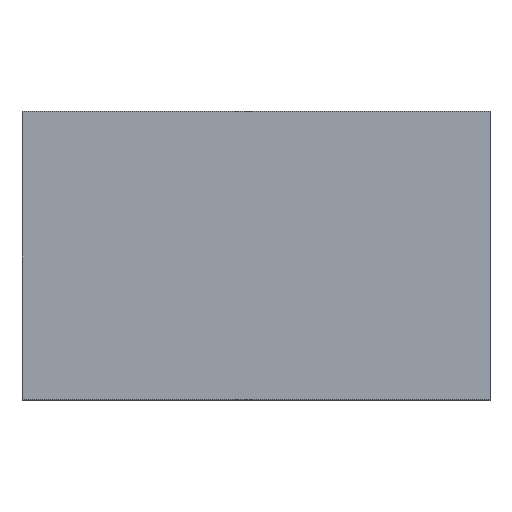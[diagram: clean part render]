
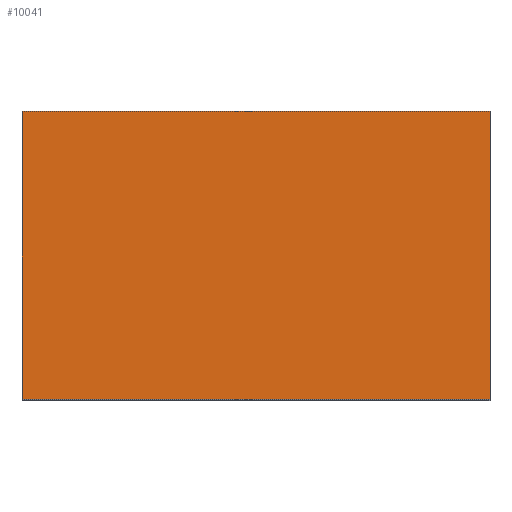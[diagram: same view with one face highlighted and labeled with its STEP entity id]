
A CAD part, top view. The second image highlights one B-rep face of the part: STEP entity #10041.
In plain terms, the highlighted planar face has unit normal (0, 0, 1).
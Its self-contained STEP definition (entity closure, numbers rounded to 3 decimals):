
#2941=ORIENTED_EDGE('',*,*,#4258,.T.);
#2942=ORIENTED_EDGE('',*,*,#4280,.F.);
#2943=ORIENTED_EDGE('',*,*,#4251,.F.);
#2944=ORIENTED_EDGE('',*,*,#4281,.T.);
#4251=EDGE_CURVE('',#5152,#5153,#6224,.T.);
#4258=EDGE_CURVE('',#5160,#5159,#6231,.T.);
#4280=EDGE_CURVE('',#5153,#5159,#6253,.T.);
#4281=EDGE_CURVE('',#5152,#5160,#6254,.T.);
#5152=VERTEX_POINT('',#18885);
#5153=VERTEX_POINT('',#18887);
#5159=VERTEX_POINT('',#18900);
#5160=VERTEX_POINT('',#18902);
#6224=LINE('',#18886,#7311);
#6231=LINE('',#18901,#7318);
#6253=LINE('',#18941,#7340);
#6254=LINE('',#18943,#7341);
#7311=VECTOR('',#12854,1000.);
#7318=VECTOR('',#12863,1000.);
#7340=VECTOR('',#12893,1000.);
#7341=VECTOR('',#12896,1000.);
#7961=EDGE_LOOP('',(#2941,#2942,#2943,#2944));
#8584=FACE_BOUND('',#7961,.T.);
#9027=PLANE('',#10713);
#10041=ADVANCED_FACE('',(#8584),#9027,.F.);
#10713=AXIS2_PLACEMENT_3D('',#18944,#12897,#12898);
#12854=DIRECTION('',(-1.,0.,0.));
#12863=DIRECTION('',(-1.,0.,0.));
#12893=DIRECTION('',(0.,1.,0.));
#12896=DIRECTION('',(0.,1.,0.));
#12897=DIRECTION('',(0.,0.,-1.));
#12898=DIRECTION('',(-1.,0.,0.));
#18885=CARTESIAN_POINT('',(6.5,-4.,8.));
#18886=CARTESIAN_POINT('',(6.5,-4.,8.));
#18887=CARTESIAN_POINT('',(-6.5,-4.,8.));
#18900=CARTESIAN_POINT('',(-6.5,4.,8.));
#18901=CARTESIAN_POINT('',(6.5,4.,8.));
#18902=CARTESIAN_POINT('',(6.5,4.,8.));
#18941=CARTESIAN_POINT('',(-6.5,-4.,8.));
#18943=CARTESIAN_POINT('',(6.5,-4.,8.));
#18944=CARTESIAN_POINT('',(6.5,-4.,8.));
